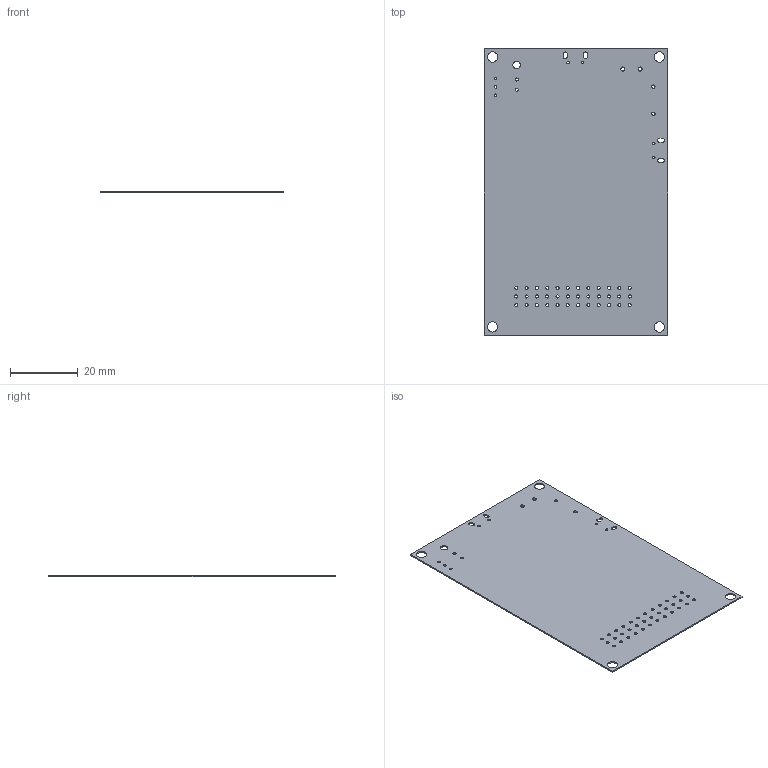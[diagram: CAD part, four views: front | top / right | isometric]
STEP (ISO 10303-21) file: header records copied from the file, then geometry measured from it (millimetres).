
FILE_DESCRIPTION(('Open CASCADE Model'),'2;1');
FILE_NAME('Open CASCADE Shape Model','2016-08-22T22:56:19',('Author'),( 'Open CASCADE'),'Open CASCADE STEP processor 6.2','Open CASCADE 6.2' ,'Unknown');
FILE_SCHEMA(('AUTOMOTIVE_DESIGN_CC2 { 1 2 10303 214 -1 1 5 4 }'));
Length unit declared in the file: millimetre
Products named in the file (2): PCB; Board
Assembly tree (1 placements, depth 2):
  PCB
    Board
Bounding box: 54.1 x 84.58 x 0.39 mm (x, y, z)
Volume: 1761.7 mm3; surface area: 9196.1 mm2
Topology: 1 solids, 1 shells, 76 faces, 222 edges, 148 vertices
Faces by surface type: cylinder 62, plane 14
Full cylindrical faces by diameter (mm): 0.762 x7, 0.9 x38, 1 x2, 1.2 x2, 2.2 x1, 3.048 x4
Entity records: 5747 total; most frequent: DIRECTION 946, CARTESIAN_POINT 892, ORIENTED_EDGE 444, PCURVE 444, DEFINITIONAL_REPRESENTATION 444, LINE 418, VECTOR 418, CIRCLE 248
